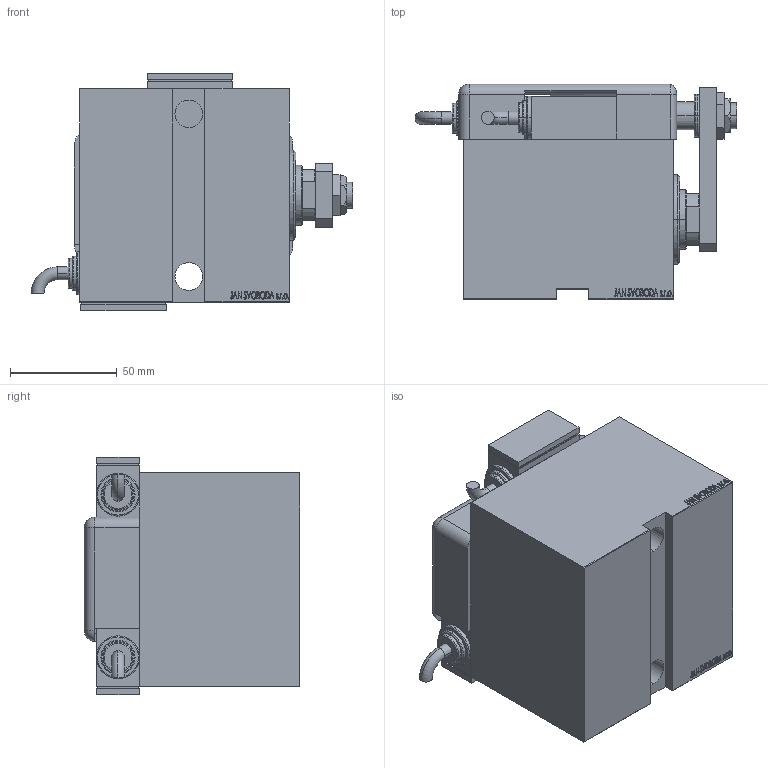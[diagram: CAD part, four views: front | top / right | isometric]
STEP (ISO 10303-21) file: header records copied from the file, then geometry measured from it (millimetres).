
FILE_DESCRIPTION (( 'STEP AP203' ), '1' );
FILE_NAME ('5980.STEP', '2021-03-18T21:13:39', ( '' ), ( '' ), 'SwSTEP 2.0', 'SolidWorks 2019', '' );
FILE_SCHEMA (( 'CONFIG_CONTROL_DESIGN' ));
Length unit declared in the file: millimetre
Products named in the file (13): ZARAZKA_Q 45efb075101ab38b2716c3b4fdc8948a; SWITCH Q 45efb075101ab38b2716c3b4fdc8948a; V450CM_VC_B 45efb075101ab38b2716c3b4fdc8948a; MAGNETIC SWITCH Q 45efb075101ab38b2716c3b4fdc8948a; SWITCH DIM A_G 45efb075101ab38b2716c3b4fdc8948a; V450CM_E 45efb075101ab38b2716c3b4fdc8948a; NUT_D13 45efb075101ab38b2716c3b4fdc8948a; KRYT 45efb075101ab38b2716c3b4fdc8948a; TYC 45efb075101ab38b2716c3b4fdc8948a; SWITCH_Q_FRONT_BACK 45efb075101ab38b2716c3b4fdc8948a; V450CM_E_VCP 45efb075101ab38b2716c3b4fdc8948a; 5980; NUT_D19 45efb075101ab38b2716c3b4fdc8948a
Assembly tree (13 placements, depth 3):
  5980
    V450CM_E 45efb075101ab38b2716c3b4fdc8948a
    V450CM_E_VCP 45efb075101ab38b2716c3b4fdc8948a
    V450CM_VC_B 45efb075101ab38b2716c3b4fdc8948a
    MAGNETIC SWITCH Q 45efb075101ab38b2716c3b4fdc8948a
      SWITCH_Q_FRONT_BACK 45efb075101ab38b2716c3b4fdc8948a
      TYC 45efb075101ab38b2716c3b4fdc8948a
      ZARAZKA_Q 45efb075101ab38b2716c3b4fdc8948a
      SWITCH DIM A_G 45efb075101ab38b2716c3b4fdc8948a
      NUT_D19 45efb075101ab38b2716c3b4fdc8948a
      NUT_D13 45efb075101ab38b2716c3b4fdc8948a
      KRYT 45efb075101ab38b2716c3b4fdc8948a
      SWITCH Q 45efb075101ab38b2716c3b4fdc8948a  x2
Bounding box: 150.46 x 100.8 x 111 mm (x, y, z)
Volume: 789937 mm3; surface area: 151491.3 mm2
Topology: 13 solids, 13 shells, 1235 faces, 3136 edges, 2071 vertices
Faces by surface type: plane 617, bspline 471, cylinder 101, cone 22, torus 22, sphere 2
Entity records: 58687 total; most frequent: CARTESIAN_POINT 31388, ORIENTED_EDGE 6076, DIRECTION 3802, EDGE_CURVE 3038, VERTEX_POINT 2011, VECTOR 1828, LINE 1828, EDGE_LOOP 1359
